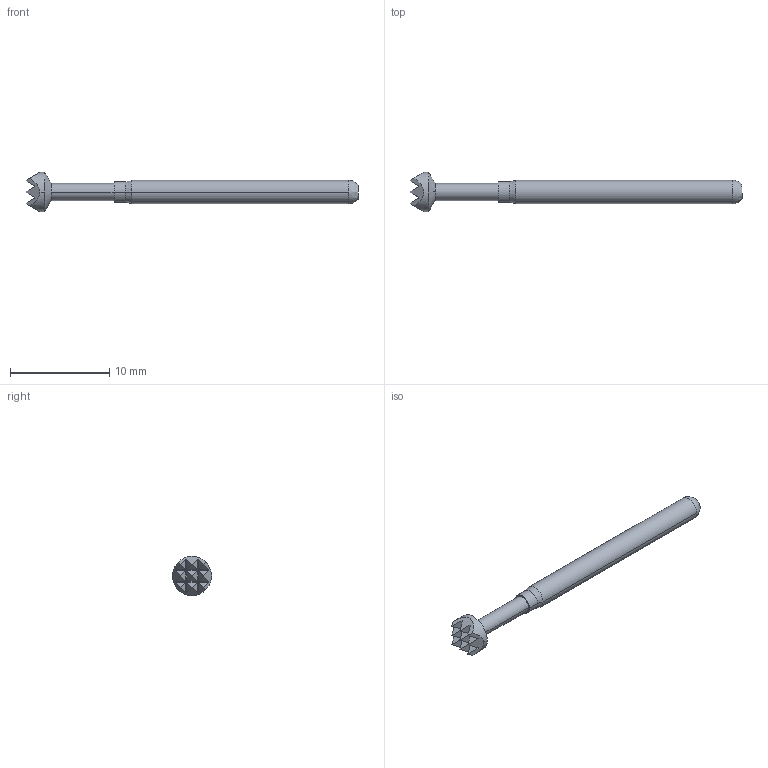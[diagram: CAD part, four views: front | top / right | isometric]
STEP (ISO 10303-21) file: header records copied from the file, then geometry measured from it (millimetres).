
FILE_DESCRIPTION (( 'STEP AP214' ), '1' );
FILE_NAME ('156-PR_2509_.STEP', '2014-07-14T12:18:07', ( 'spare' ), ( '' ), 'SwSTEP 2.0', 'SolidWorks 2014', '' );
FILE_SCHEMA (( 'AUTOMOTIVE_DESIGN' ));
Length unit declared in the file: inch
Products named in the file (1): 156-PR_2509_
Bounding box: 33.53 x 3.95 x 3.95 mm (x, y, z)
Volume: 138.9 mm3; surface area: 263.2 mm2
Topology: 1 solids, 1 shells, 53 faces, 144 edges, 94 vertices
Faces by surface type: plane 40, cylinder 8, cone 4, bspline 1
Entity records: 2400 total; most frequent: CARTESIAN_POINT 349, ORIENTED_EDGE 284, DIRECTION 258, EDGE_CURVE 142, LINE 116, VECTOR 116, VERTEX_POINT 94, AXIS2_PLACEMENT_3D 71
